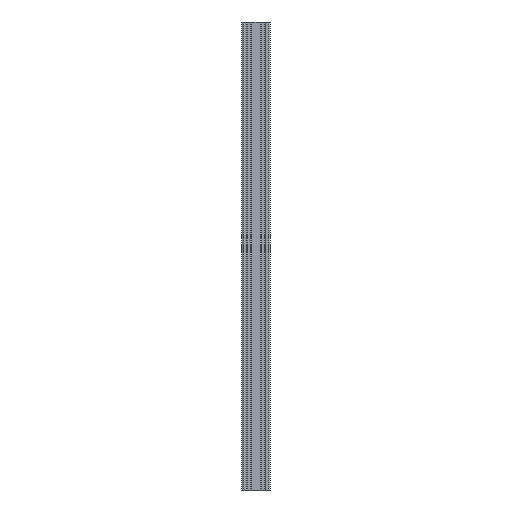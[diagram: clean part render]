
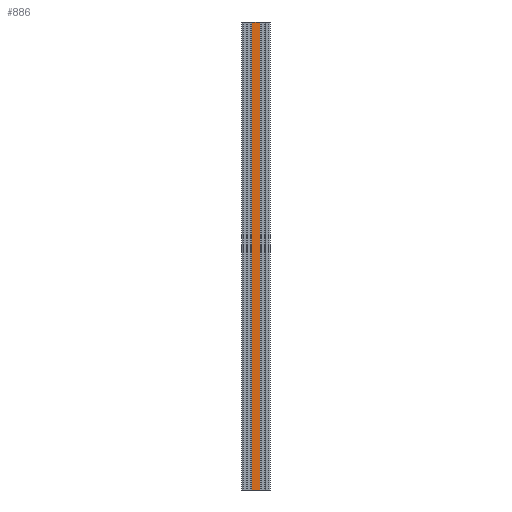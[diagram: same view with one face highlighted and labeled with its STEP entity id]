
A CAD part, left-side view. The second image highlights one B-rep face of the part: STEP entity #886.
In plain terms, the highlighted planar face has unit normal (-1, 0, 0).
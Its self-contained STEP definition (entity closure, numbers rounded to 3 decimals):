
#210 = VERTEX_POINT ( 'NONE', #1424 ) ;
#307 = LINE ( 'NONE', #1148, #373 ) ;
#373 = VECTOR ( 'NONE', #3680, 1000. ) ;
#832 = LINE ( 'NONE', #2727, #2468 ) ;
#852 = VERTEX_POINT ( 'NONE', #4928 ) ;
#886 = ADVANCED_FACE ( 'NONE', ( #3043 ), #3011, .T. ) ;
#1008 = EDGE_CURVE ( 'NONE', #852, #2165, #832, .T. ) ;
#1148 = CARTESIAN_POINT ( 'NONE',  ( -15., -24.5, 1000. ) ) ;
#1174 = CARTESIAN_POINT ( 'NONE',  ( -15., 0., 1000. ) ) ;
#1343 = ORIENTED_EDGE ( 'NONE', *, *, #5639, .T. ) ;
#1405 = VERTEX_POINT ( 'NONE', #6237 ) ;
#1424 = CARTESIAN_POINT ( 'NONE',  ( -15., -24.5, 0. ) ) ;
#2025 = DIRECTION ( 'NONE',  ( 0., -1., 0. ) ) ;
#2086 = ORIENTED_EDGE ( 'NONE', *, *, #3054, .F. ) ;
#2165 = VERTEX_POINT ( 'NONE', #4930 ) ;
#2305 = DIRECTION ( 'NONE',  ( 0., 1., 0. ) ) ;
#2453 = ORIENTED_EDGE ( 'NONE', *, *, #6179, .F. ) ;
#2468 = VECTOR ( 'NONE', #5589, 1000. ) ;
#2549 = LINE ( 'NONE', #4942, #4619 ) ;
#2610 = VECTOR ( 'NONE', #2305, 1000. ) ;
#2727 = CARTESIAN_POINT ( 'NONE',  ( -15., 0., 1000. ) ) ;
#2987 = DIRECTION ( 'NONE',  ( 0., 0., -1. ) ) ;
#3011 = PLANE ( 'NONE',  #4035 ) ;
#3043 = FACE_OUTER_BOUND ( 'NONE', #4638, .T. ) ;
#3054 = EDGE_CURVE ( 'NONE', #210, #1405, #4694, .T. ) ;
#3680 = DIRECTION ( 'NONE',  ( 0., 0., -1. ) ) ;
#3726 = ORIENTED_EDGE ( 'NONE', *, *, #1008, .T. ) ;
#4035 = AXIS2_PLACEMENT_3D ( 'NONE', #1174, #5465, #2025 ) ;
#4619 = VECTOR ( 'NONE', #2987, 1000. ) ;
#4638 = EDGE_LOOP ( 'NONE', ( #2086, #2453, #3726, #1343 ) ) ;
#4694 = LINE ( 'NONE', #6113, #2610 ) ;
#4928 = CARTESIAN_POINT ( 'NONE',  ( -15., -24.5, 1000. ) ) ;
#4930 = CARTESIAN_POINT ( 'NONE',  ( -15., -5.5, 1000. ) ) ;
#4942 = CARTESIAN_POINT ( 'NONE',  ( -15., -5.5, 1000. ) ) ;
#5465 = DIRECTION ( 'NONE',  ( -1., 0., 0. ) ) ;
#5589 = DIRECTION ( 'NONE',  ( 0., 1., 0. ) ) ;
#5639 = EDGE_CURVE ( 'NONE', #2165, #1405, #2549, .T. ) ;
#6113 = CARTESIAN_POINT ( 'NONE',  ( -15., 0., 0. ) ) ;
#6179 = EDGE_CURVE ( 'NONE', #852, #210, #307, .T. ) ;
#6237 = CARTESIAN_POINT ( 'NONE',  ( -15., -5.5, 0. ) ) ;
